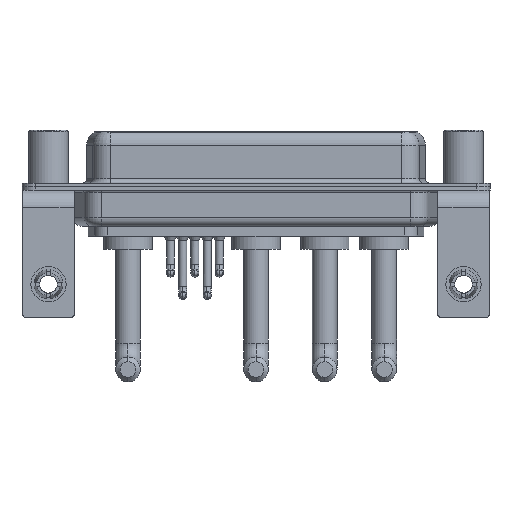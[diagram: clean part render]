
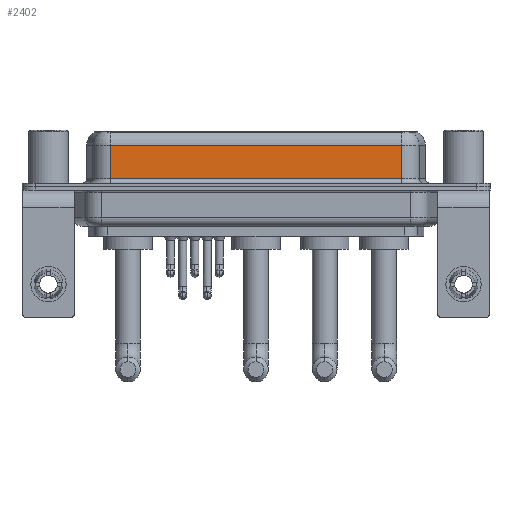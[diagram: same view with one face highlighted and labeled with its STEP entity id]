
A CAD part, front view. The second image highlights one B-rep face of the part: STEP entity #2402.
In plain terms, the highlighted planar face has unit normal (0, -1, 0).
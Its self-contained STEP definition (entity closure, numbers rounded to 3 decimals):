
#283 = VECTOR ( 'NONE', #14359, 1000. ) ;
#1166 = LINE ( 'NONE', #3107, #283 ) ;
#1489 = VERTEX_POINT ( 'NONE', #17200 ) ;
#2402 = ADVANCED_FACE ( 'NONE', ( #9115 ), #9225, .F. ) ;
#2949 = DIRECTION ( 'NONE',  ( 0., 0., -1. ) ) ;
#3045 = CARTESIAN_POINT ( 'NONE',  ( 40.037, -3.95, 0.9 ) ) ;
#3107 = CARTESIAN_POINT ( 'NONE',  ( 40.037, -3.95, 4.65 ) ) ;
#3548 = DIRECTION ( 'NONE',  ( 0., 0., 1. ) ) ;
#5235 = AXIS2_PLACEMENT_3D ( 'NONE', #7001, #5276, #3548 ) ;
#5276 = DIRECTION ( 'NONE',  ( 0., 1., 0. ) ) ;
#7001 = CARTESIAN_POINT ( 'NONE',  ( 40.037, -3.95, 6.4 ) ) ;
#7860 = LINE ( 'NONE', #12961, #21198 ) ;
#8572 = DIRECTION ( 'NONE',  ( 1., 0., 0. ) ) ;
#8965 = CARTESIAN_POINT ( 'NONE',  ( 7.013, -3.95, 4.65 ) ) ;
#9115 = FACE_OUTER_BOUND ( 'NONE', #17578, .T. ) ;
#9225 = PLANE ( 'NONE',  #5235 ) ;
#9416 = LINE ( 'NONE', #16371, #16173 ) ;
#9701 = CARTESIAN_POINT ( 'NONE',  ( 40.037, -3.95, 4.65 ) ) ;
#12507 = EDGE_CURVE ( 'NONE', #16683, #20709, #1166, .T. ) ;
#12961 = CARTESIAN_POINT ( 'NONE',  ( 7.013, -3.95, 6.4 ) ) ;
#13605 = ORIENTED_EDGE ( 'NONE', *, *, #21149, .F. ) ;
#14359 = DIRECTION ( 'NONE',  ( -1., 0., 0. ) ) ;
#14976 = LINE ( 'NONE', #16610, #16188 ) ;
#15055 = ORIENTED_EDGE ( 'NONE', *, *, #20042, .T. ) ;
#15242 = ORIENTED_EDGE ( 'NONE', *, *, #15297, .T. ) ;
#15297 = EDGE_CURVE ( 'NONE', #20709, #1489, #7860, .T. ) ;
#16173 = VECTOR ( 'NONE', #2949, 1000. ) ;
#16188 = VECTOR ( 'NONE', #8572, 1000. ) ;
#16371 = CARTESIAN_POINT ( 'NONE',  ( 40.037, -3.95, 6.4 ) ) ;
#16610 = CARTESIAN_POINT ( 'NONE',  ( 40.037, -3.95, 0.9 ) ) ;
#16683 = VERTEX_POINT ( 'NONE', #9701 ) ;
#17200 = CARTESIAN_POINT ( 'NONE',  ( 7.013, -3.95, 0.9 ) ) ;
#17578 = EDGE_LOOP ( 'NONE', ( #13605, #19300, #15242, #15055 ) ) ;
#18306 = VERTEX_POINT ( 'NONE', #3045 ) ;
#19300 = ORIENTED_EDGE ( 'NONE', *, *, #12507, .T. ) ;
#20042 = EDGE_CURVE ( 'NONE', #1489, #18306, #14976, .T. ) ;
#20709 = VERTEX_POINT ( 'NONE', #8965 ) ;
#20763 = DIRECTION ( 'NONE',  ( 0., 0., -1. ) ) ;
#21149 = EDGE_CURVE ( 'NONE', #16683, #18306, #9416, .T. ) ;
#21198 = VECTOR ( 'NONE', #20763, 1000. ) ;
